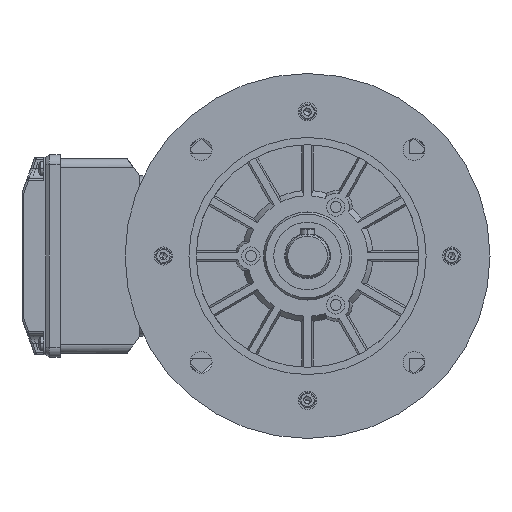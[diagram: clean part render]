
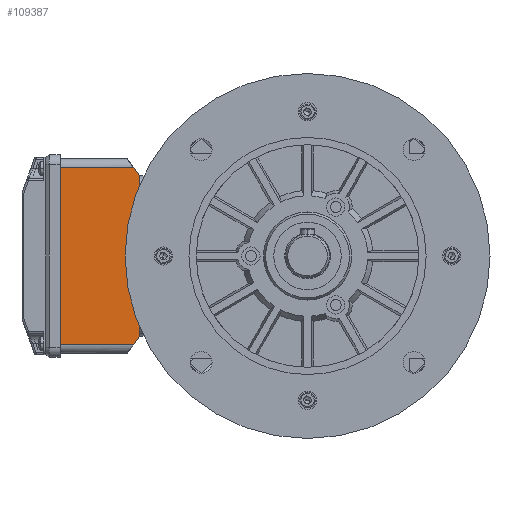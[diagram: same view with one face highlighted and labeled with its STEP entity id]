
A CAD part, left-side view. The second image highlights one B-rep face of the part: STEP entity #109387.
In plain terms, the highlighted planar face has unit normal (-1, 0, 0).
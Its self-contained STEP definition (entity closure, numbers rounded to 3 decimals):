
#1493 = LINE ( 'NONE', #26720, #71178 ) ;
#6019 = EDGE_CURVE ( 'NONE', #71125, #39771, #94880, .T. ) ;
#6172 = CARTESIAN_POINT ( 'NONE',  ( -68.5, -44., 47. ) ) ;
#7047 = ORIENTED_EDGE ( 'NONE', *, *, #28976, .F. ) ;
#12558 = LINE ( 'NONE', #24566, #49944 ) ;
#16525 = DIRECTION ( 'NONE',  ( 0., -0.805, 0.593 ) ) ;
#16673 = DIRECTION ( 'NONE',  ( 0., 0., -1. ) ) ;
#17025 = CARTESIAN_POINT ( 'NONE',  ( -68.5, -48.5, 3.5 ) ) ;
#18389 = EDGE_CURVE ( 'NONE', #32225, #100247, #36121, .T. ) ;
#20946 = ORIENTED_EDGE ( 'NONE', *, *, #23061, .F. ) ;
#21329 = EDGE_CURVE ( 'NONE', #103582, #39771, #56745, .T. ) ;
#23061 = EDGE_CURVE ( 'NONE', #78242, #71125, #1493, .T. ) ;
#24566 = CARTESIAN_POINT ( 'NONE',  ( -68.5, 53.5, 40. ) ) ;
#26720 = CARTESIAN_POINT ( 'NONE',  ( -68.5, -53.5, 47. ) ) ;
#28976 = EDGE_CURVE ( 'NONE', #32225, #78242, #12558, .T. ) ;
#30444 = VECTOR ( 'NONE', #16673, 1000. ) ;
#31281 = CARTESIAN_POINT ( 'NONE',  ( -68.5, -44., 47. ) ) ;
#32225 = VERTEX_POINT ( 'NONE', #41808 ) ;
#32666 = VECTOR ( 'NONE', #100834, 1000. ) ;
#36121 = LINE ( 'NONE', #60269, #30444 ) ;
#39596 = CARTESIAN_POINT ( 'NONE',  ( -68.5, 44., 47. ) ) ;
#39771 = VERTEX_POINT ( 'NONE', #60139 ) ;
#41590 = DIRECTION ( 'NONE',  ( 0., -0.805, -0.593 ) ) ;
#41808 = CARTESIAN_POINT ( 'NONE',  ( -68.5, 48.5, 43.684 ) ) ;
#49250 = CARTESIAN_POINT ( 'NONE',  ( -68.5, -53.5, 47. ) ) ;
#49944 = VECTOR ( 'NONE', #16525, 1000. ) ;
#52155 = CARTESIAN_POINT ( 'NONE',  ( -68.5, -48.5, 3.5 ) ) ;
#56745 = LINE ( 'NONE', #91669, #32666 ) ;
#60139 = CARTESIAN_POINT ( 'NONE',  ( -68.5, -48.5, 43.684 ) ) ;
#60269 = CARTESIAN_POINT ( 'NONE',  ( -68.5, 48.5, 47. ) ) ;
#61638 = ORIENTED_EDGE ( 'NONE', *, *, #6019, .F. ) ;
#62292 = VECTOR ( 'NONE', #97800, 1000. ) ;
#63743 = EDGE_LOOP ( 'NONE', ( #78598, #77749, #61638, #20946, #7047, #80469 ) ) ;
#65313 = PLANE ( 'NONE',  #84479 ) ;
#67593 = DIRECTION ( 'NONE',  ( 0., 0., -1. ) ) ;
#68480 = CARTESIAN_POINT ( 'NONE',  ( -68.5, 48.5, 3.5 ) ) ;
#71125 = VERTEX_POINT ( 'NONE', #6172 ) ;
#71178 = VECTOR ( 'NONE', #104110, 1000. ) ;
#73718 = VECTOR ( 'NONE', #41590, 1000. ) ;
#77305 = DIRECTION ( 'NONE',  ( 1., 0., 0. ) ) ;
#77749 = ORIENTED_EDGE ( 'NONE', *, *, #21329, .T. ) ;
#78242 = VERTEX_POINT ( 'NONE', #39596 ) ;
#78598 = ORIENTED_EDGE ( 'NONE', *, *, #92970, .F. ) ;
#80469 = ORIENTED_EDGE ( 'NONE', *, *, #18389, .T. ) ;
#82499 = FACE_OUTER_BOUND ( 'NONE', #63743, .T. ) ;
#84479 = AXIS2_PLACEMENT_3D ( 'NONE', #49250, #77305, #67593 ) ;
#91669 = CARTESIAN_POINT ( 'NONE',  ( -68.5, -48.5, 47. ) ) ;
#92970 = EDGE_CURVE ( 'NONE', #103582, #100247, #112764, .T. ) ;
#94880 = LINE ( 'NONE', #31281, #73718 ) ;
#97800 = DIRECTION ( 'NONE',  ( 0., 1., 0. ) ) ;
#100247 = VERTEX_POINT ( 'NONE', #68480 ) ;
#100834 = DIRECTION ( 'NONE',  ( 0., 0., 1. ) ) ;
#103582 = VERTEX_POINT ( 'NONE', #52155 ) ;
#104110 = DIRECTION ( 'NONE',  ( 0., -1., 0. ) ) ;
#109387 = ADVANCED_FACE ( 'NONE', ( #82499 ), #65313, .F. ) ;
#112764 = LINE ( 'NONE', #17025, #62292 ) ;
